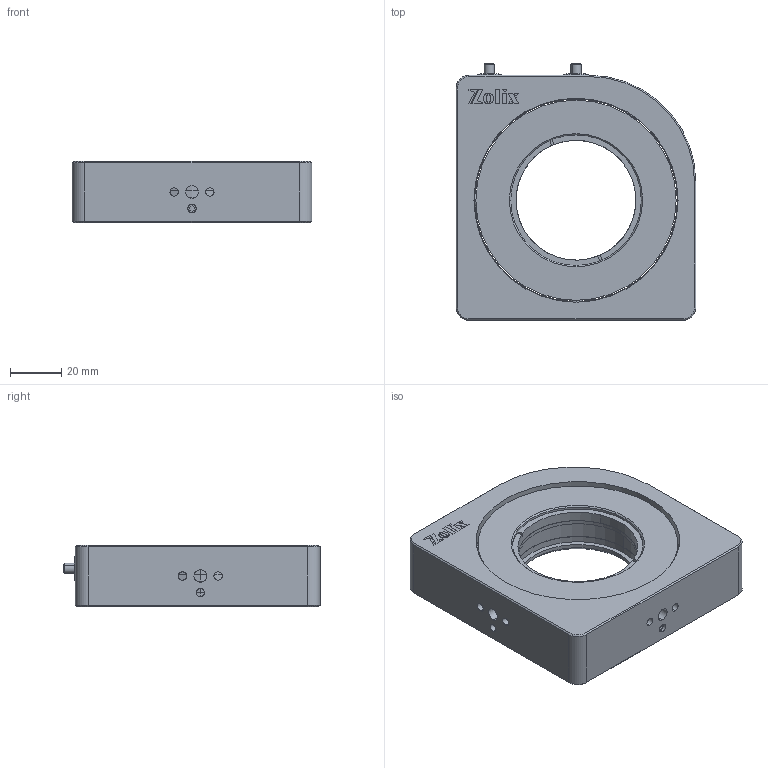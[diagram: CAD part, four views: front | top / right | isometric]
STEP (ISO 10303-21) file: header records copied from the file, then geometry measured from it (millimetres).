
FILE_DESCRIPTION (( 'STEP AP203' ), '1' );
FILE_NAME ('NMVG50.8.step', '2019-05-09T09:00:38', ( '' ), ( '' ), 'SwSTEP 2.0', 'SolidWorks 2016', '' );
FILE_SCHEMA (( 'CONFIG_CONTROL_DESIGN' ));
Length unit declared in the file: millimetre
Products named in the file (1): NMVG50.8
Bounding box: 94 x 100.5 x 24 mm (x, y, z)
Surface area: 43068 mm2 (no closed solid volume)
Topology: 0 solids, 21 shells, 196 faces, 850 edges, 665 vertices
Faces by surface type: plane 92, cylinder 74, cone 30
Entity records: 9628 total; most frequent: CARTESIAN_POINT 2620, DIRECTION 1407, ORIENTED_EDGE 1244, EDGE_CURVE 850, VERTEX_POINT 665, LINE 575, VECTOR 575, AXIS2_PLACEMENT_3D 416
